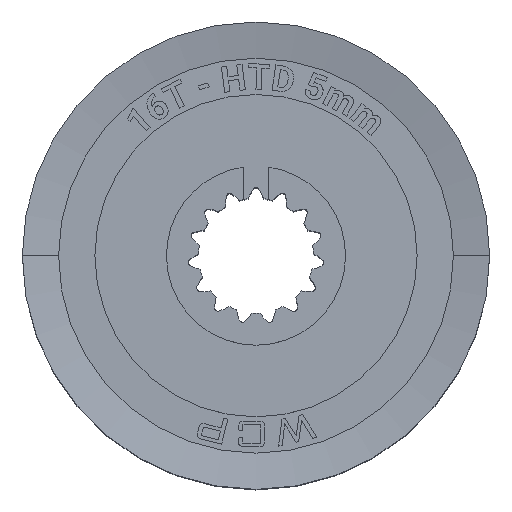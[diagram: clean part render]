
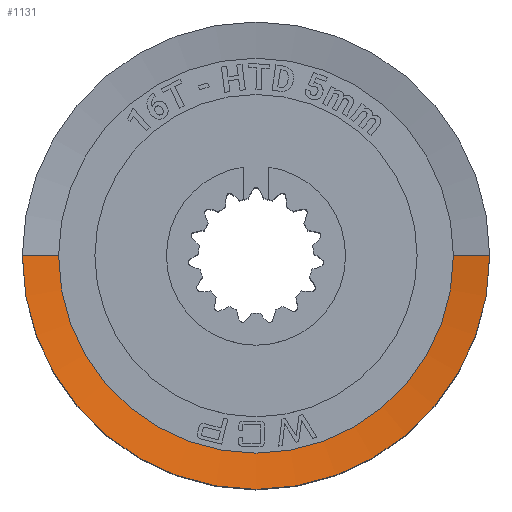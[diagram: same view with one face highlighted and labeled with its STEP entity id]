
A CAD part, top view. The second image highlights one B-rep face of the part: STEP entity #1131.
In plain terms, the highlighted conical face has half-angle 80.5 degrees and reference radius 14.5 mm.
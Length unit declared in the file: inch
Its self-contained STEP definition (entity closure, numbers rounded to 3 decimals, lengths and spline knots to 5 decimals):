
#256 = EDGE_CURVE ( 'NONE', #4601, #3608, #7869, .T. ) ;
#461 = CARTESIAN_POINT ( 'NONE',  ( 0.57087, 0., 0.41295 ) ) ;
#800 = CARTESIAN_POINT ( 'NONE',  ( -0.57087, 0., 0.41295 ) ) ;
#995 = CARTESIAN_POINT ( 'NONE',  ( 0., 0., 0.41295 ) ) ;
#1106 = CONICAL_SURFACE ( 'NONE', #5858, 0.57087, 1.405 ) ;
#1131 = ADVANCED_FACE ( 'NONE', ( #18029 ), #1106, .F. ) ;
#1819 = ORIENTED_EDGE ( 'NONE', *, *, #3644, .F. ) ;
#2289 = ORIENTED_EDGE ( 'NONE', *, *, #10163, .F. ) ;
#3214 = EDGE_LOOP ( 'NONE', ( #2289, #11276, #5853, #1819 ) ) ;
#3608 = VERTEX_POINT ( 'NONE', #800 ) ;
#3644 = EDGE_CURVE ( 'NONE', #9011, #12877, #6392, .T. ) ;
#3736 = DIRECTION ( 'NONE',  ( 1., 0., 0. ) ) ;
#4601 = VERTEX_POINT ( 'NONE', #7402 ) ;
#4709 = CARTESIAN_POINT ( 'NONE',  ( 0.57087, 0., 0.41295 ) ) ;
#4907 = EDGE_CURVE ( 'NONE', #3608, #12877, #7384, .T. ) ;
#5853 = ORIENTED_EDGE ( 'NONE', *, *, #4907, .T. ) ;
#5858 = AXIS2_PLACEMENT_3D ( 'NONE', #16994, #18376, #9765 ) ;
#6343 = DIRECTION ( 'NONE',  ( 0., 0., 1. ) ) ;
#6392 = LINE ( 'NONE', #4709, #8268 ) ;
#7384 = CIRCLE ( 'NONE', #13331, 0.57087 ) ;
#7402 = CARTESIAN_POINT ( 'NONE',  ( -0.48228, 0., 0.39813 ) ) ;
#7838 = CARTESIAN_POINT ( 'NONE',  ( 0., 0., 0.39813 ) ) ;
#7869 = LINE ( 'NONE', #16506, #8209 ) ;
#8209 = VECTOR ( 'NONE', #15107, 39.37008 ) ;
#8268 = VECTOR ( 'NONE', #12156, 39.37008 ) ;
#9011 = VERTEX_POINT ( 'NONE', #12276 ) ;
#9463 = DIRECTION ( 'NONE',  ( 0., 0., 1. ) ) ;
#9765 = DIRECTION ( 'NONE',  ( 1., 0., 0. ) ) ;
#10163 = EDGE_CURVE ( 'NONE', #4601, #9011, #15473, .T. ) ;
#11276 = ORIENTED_EDGE ( 'NONE', *, *, #256, .T. ) ;
#12156 = DIRECTION ( 'NONE',  ( 0.986, 0., 0.165 ) ) ;
#12276 = CARTESIAN_POINT ( 'NONE',  ( 0.48228, 0., 0.39813 ) ) ;
#12877 = VERTEX_POINT ( 'NONE', #461 ) ;
#13331 = AXIS2_PLACEMENT_3D ( 'NONE', #995, #9463, #15129 ) ;
#15107 = DIRECTION ( 'NONE',  ( -0.986, 0., 0.165 ) ) ;
#15129 = DIRECTION ( 'NONE',  ( 1., 0., 0. ) ) ;
#15191 = AXIS2_PLACEMENT_3D ( 'NONE', #7838, #6343, #3736 ) ;
#15473 = CIRCLE ( 'NONE', #15191, 0.48228 ) ;
#16506 = CARTESIAN_POINT ( 'NONE',  ( -0.57087, 0., 0.41295 ) ) ;
#16994 = CARTESIAN_POINT ( 'NONE',  ( 0., 0., 0.41295 ) ) ;
#18029 = FACE_OUTER_BOUND ( 'NONE', #3214, .T. ) ;
#18376 = DIRECTION ( 'NONE',  ( 0., 0., 1. ) ) ;
